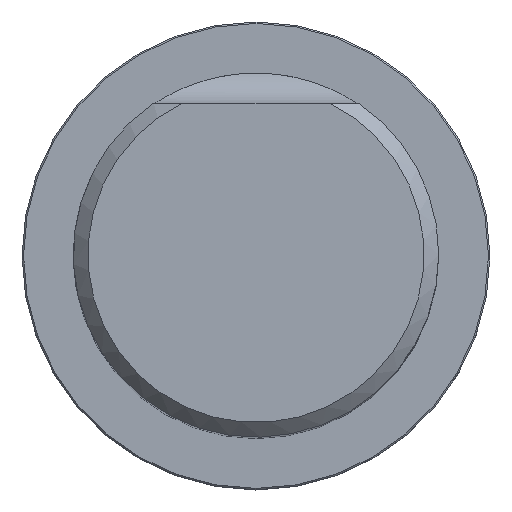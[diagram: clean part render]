
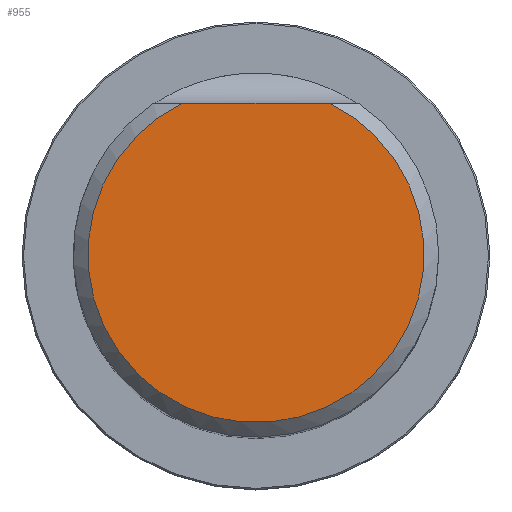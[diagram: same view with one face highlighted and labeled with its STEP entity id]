
A CAD part, top view. The second image highlights one B-rep face of the part: STEP entity #955.
In plain terms, the highlighted planar face has unit normal (0, 0, 1).
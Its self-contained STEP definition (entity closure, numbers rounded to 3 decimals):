
#290=PLANE('',#4970);
#427=LINE('',#7234,#665);
#665=VECTOR('',#5571,1.);
#955=ADVANCED_FACE('CU_SU_1',(#1288),#290,.T.);
#1288=FACE_OUTER_BOUND('',#1526,.T.);
#1526=EDGE_LOOP('',(#2237,#2238));
#1948=CIRCLE('',#4969,11.497);
#2237=ORIENTED_EDGE('',*,*,#4002,.F.);
#2238=ORIENTED_EDGE('',*,*,#4003,.F.);
#3519=VERTEX_POINT('',#7232);
#3520=VERTEX_POINT('',#7233);
#4002=EDGE_CURVE('',#3519,#3520,#1948,.T.);
#4003=EDGE_CURVE('',#3520,#3519,#427,.T.);
#4969=AXIS2_PLACEMENT_3D('',#7231,#5569,#5570);
#4970=AXIS2_PLACEMENT_3D('',#7235,#5572,#5573);
#5569=DIRECTION('',(0.,0.,-1.));
#5570=DIRECTION('',(1.,0.,0.));
#5571=DIRECTION('',(1.,0.,0.));
#5572=DIRECTION('',(0.,0.,1.));
#5573=DIRECTION('',(1.,0.,0.));
#7231=CARTESIAN_POINT('',(0.,0.,56.));
#7232=CARTESIAN_POINT('',(4.999,10.353,56.));
#7233=CARTESIAN_POINT('',(-4.999,10.353,56.));
#7234=CARTESIAN_POINT('',(-50.,10.353,56.));
#7235=CARTESIAN_POINT('',(0.,0.,56.));
